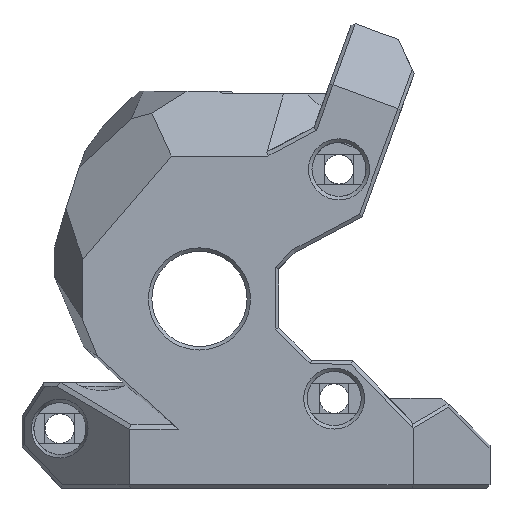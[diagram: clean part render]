
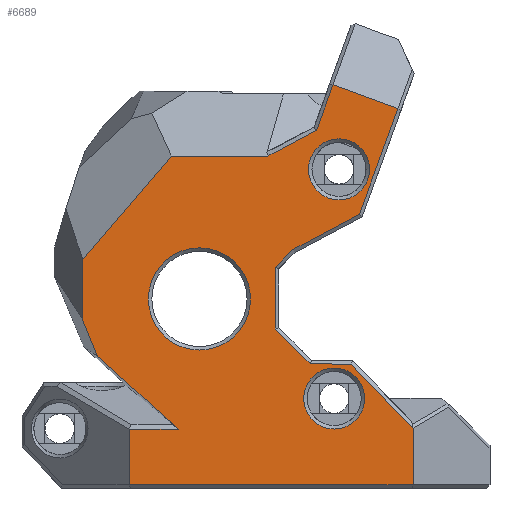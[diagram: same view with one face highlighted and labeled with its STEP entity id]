
A CAD part, front view. The second image highlights one B-rep face of the part: STEP entity #6689.
In plain terms, the highlighted planar face has unit normal (0, -1, 0).
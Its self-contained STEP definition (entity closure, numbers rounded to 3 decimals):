
#108=FACE_BOUND('',#1338,.T.);
#109=FACE_BOUND('',#1339,.T.);
#110=FACE_BOUND('',#1340,.T.);
#376=PLANE('',#7245);
#433=CIRCLE('',#6874,3.525);
#435=CIRCLE('',#6877,5.9);
#437=CIRCLE('',#6880,3.525);
#955=FACE_OUTER_BOUND('',#1337,.T.);
#1337=EDGE_LOOP('',(#6259,#6260,#6261,#6262,#6263,#6264,#6265,#6266,#6267,
#6268,#6269,#6270,#6271,#6272,#6273,#6274,#6275,#6276,#6277,#6278));
#1338=EDGE_LOOP('',(#6279));
#1339=EDGE_LOOP('',(#6280));
#1340=EDGE_LOOP('',(#6281));
#1437=LINE('',#9894,#2124);
#1531=LINE('',#10272,#2218);
#1581=LINE('',#10568,#2268);
#1584=LINE('',#10574,#2271);
#1593=LINE('',#10607,#2280);
#1596=LINE('',#10614,#2283);
#1598=LINE('',#10618,#2285);
#1601=LINE('',#10623,#2288);
#1603=LINE('',#10627,#2290);
#1606=LINE('',#10632,#2293);
#1610=LINE('',#10639,#2297);
#1612=LINE('',#10644,#2299);
#1616=LINE('',#10651,#2303);
#2030=LINE('',#12362,#2717);
#2032=LINE('',#12365,#2719);
#2033=LINE('',#12368,#2720);
#2035=LINE('',#12371,#2722);
#2036=LINE('',#12374,#2723);
#2040=LINE('',#12381,#2727);
#2046=LINE('',#12392,#2733);
#2124=VECTOR('',#7438,10.);
#2218=VECTOR('',#7678,10.);
#2268=VECTOR('',#7794,10.);
#2271=VECTOR('',#7799,10.);
#2280=VECTOR('',#7810,10.);
#2283=VECTOR('',#7815,10.);
#2285=VECTOR('',#7819,10.);
#2288=VECTOR('',#7824,10.);
#2290=VECTOR('',#7828,10.);
#2293=VECTOR('',#7833,10.);
#2297=VECTOR('',#7839,10.);
#2299=VECTOR('',#7843,10.);
#2303=VECTOR('',#7849,10.);
#2717=VECTOR('',#8965,10.);
#2719=VECTOR('',#8969,10.);
#2720=VECTOR('',#8972,10.);
#2722=VECTOR('',#8976,10.);
#2723=VECTOR('',#8979,10.);
#2727=VECTOR('',#8987,10.);
#2733=VECTOR('',#8999,10.);
#2904=VERTEX_POINT('',#9891);
#2905=VERTEX_POINT('',#9893);
#2991=VERTEX_POINT('',#10269);
#2993=VERTEX_POINT('',#10275);
#3029=VERTEX_POINT('',#10565);
#3030=VERTEX_POINT('',#10567);
#3031=VERTEX_POINT('',#10571);
#3038=VERTEX_POINT('',#10599);
#3041=VERTEX_POINT('',#10605);
#3044=VERTEX_POINT('',#10612);
#3045=VERTEX_POINT('',#10617);
#3046=VERTEX_POINT('',#10622);
#3047=VERTEX_POINT('',#10626);
#3048=VERTEX_POINT('',#10631);
#3050=VERTEX_POINT('',#10637);
#3051=VERTEX_POINT('',#10641);
#3056=VERTEX_POINT('',#10656);
#3058=VERTEX_POINT('',#10662);
#3060=VERTEX_POINT('',#10668);
#3401=VERTEX_POINT('',#12359);
#3402=VERTEX_POINT('',#12361);
#3403=VERTEX_POINT('',#12367);
#3404=VERTEX_POINT('',#12373);
#3538=EDGE_CURVE('',#2904,#2905,#1437,.T.);
#3670=EDGE_CURVE('',#2904,#2991,#1531,.F.);
#3736=EDGE_CURVE('',#3029,#3030,#1581,.T.);
#3739=EDGE_CURVE('',#3029,#3031,#1584,.F.);
#3749=EDGE_CURVE('',#3038,#3041,#1593,.F.);
#3752=EDGE_CURVE('',#3044,#3041,#1596,.T.);
#3754=EDGE_CURVE('',#3045,#3044,#1598,.T.);
#3757=EDGE_CURVE('',#3046,#3045,#1601,.T.);
#3759=EDGE_CURVE('',#3047,#3046,#1603,.T.);
#3762=EDGE_CURVE('',#3048,#3047,#1606,.T.);
#3766=EDGE_CURVE('',#3050,#3048,#1610,.T.);
#3768=EDGE_CURVE('',#3051,#3050,#1612,.T.);
#3772=EDGE_CURVE('',#2993,#3051,#1616,.T.);
#3776=EDGE_CURVE('',#3056,#3056,#433,.T.);
#3779=EDGE_CURVE('',#3058,#3058,#435,.T.);
#3782=EDGE_CURVE('',#3060,#3060,#437,.T.);
#4349=EDGE_CURVE('',#3402,#3401,#2030,.T.);
#4351=EDGE_CURVE('',#2991,#3402,#2032,.T.);
#4352=EDGE_CURVE('',#3401,#3403,#2033,.T.);
#4354=EDGE_CURVE('',#3030,#3403,#2035,.T.);
#4355=EDGE_CURVE('',#3404,#2993,#2036,.T.);
#4359=EDGE_CURVE('',#2905,#3404,#2040,.F.);
#4365=EDGE_CURVE('',#3038,#3031,#2046,.T.);
#6259=ORIENTED_EDGE('',*,*,#4365,.F.);
#6260=ORIENTED_EDGE('',*,*,#3749,.T.);
#6261=ORIENTED_EDGE('',*,*,#3752,.F.);
#6262=ORIENTED_EDGE('',*,*,#3754,.F.);
#6263=ORIENTED_EDGE('',*,*,#3757,.F.);
#6264=ORIENTED_EDGE('',*,*,#3759,.F.);
#6265=ORIENTED_EDGE('',*,*,#3762,.F.);
#6266=ORIENTED_EDGE('',*,*,#3766,.F.);
#6267=ORIENTED_EDGE('',*,*,#3768,.F.);
#6268=ORIENTED_EDGE('',*,*,#3772,.F.);
#6269=ORIENTED_EDGE('',*,*,#4355,.F.);
#6270=ORIENTED_EDGE('',*,*,#4359,.F.);
#6271=ORIENTED_EDGE('',*,*,#3538,.F.);
#6272=ORIENTED_EDGE('',*,*,#3670,.T.);
#6273=ORIENTED_EDGE('',*,*,#4351,.T.);
#6274=ORIENTED_EDGE('',*,*,#4349,.T.);
#6275=ORIENTED_EDGE('',*,*,#4352,.T.);
#6276=ORIENTED_EDGE('',*,*,#4354,.F.);
#6277=ORIENTED_EDGE('',*,*,#3736,.F.);
#6278=ORIENTED_EDGE('',*,*,#3739,.T.);
#6279=ORIENTED_EDGE('',*,*,#3776,.F.);
#6280=ORIENTED_EDGE('',*,*,#3779,.F.);
#6281=ORIENTED_EDGE('',*,*,#3782,.F.);
#6689=ADVANCED_FACE('',(#955,#108,#109,#110),#376,.F.);
#6874=AXIS2_PLACEMENT_3D('',#10658,#7856,#7857);
#6877=AXIS2_PLACEMENT_3D('',#10664,#7863,#7864);
#6880=AXIS2_PLACEMENT_3D('',#10670,#7870,#7871);
#7245=AXIS2_PLACEMENT_3D('',#12912,#9040,#9041);
#7438=DIRECTION('',(1.,0.,0.));
#7678=DIRECTION('',(0.651,0.,0.759));
#7794=DIRECTION('',(0.76,0.,0.65));
#7799=DIRECTION('',(0.,0.,1.));
#7810=DIRECTION('',(0.,0.,-1.));
#7815=DIRECTION('',(0.695,0.,-0.719));
#7819=DIRECTION('',(1.,0.,-0.004));
#7824=DIRECTION('',(0.707,0.,-0.707));
#7828=DIRECTION('',(0.,0.,-1.));
#7833=DIRECTION('',(-0.707,0.,-0.707));
#7839=DIRECTION('',(-0.883,0.,-0.469));
#7843=DIRECTION('',(-0.342,0.,-0.94));
#7849=DIRECTION('',(0.94,0.,-0.342));
#7856=DIRECTION('center_axis',(0.,-1.,0.));
#7857=DIRECTION('ref_axis',(1.,0.,0.));
#7863=DIRECTION('center_axis',(0.,-1.,0.));
#7864=DIRECTION('ref_axis',(-1.,0.,0.));
#7870=DIRECTION('center_axis',(0.,-1.,0.));
#7871=DIRECTION('ref_axis',(1.,0.,0.));
#8965=DIRECTION('',(0.383,0.,-0.924));
#8969=DIRECTION('',(0.,0.,-1.));
#8972=DIRECTION('',(0.741,0.,-0.671));
#8976=DIRECTION('',(1.,0.,0.));
#8979=DIRECTION('',(0.342,0.,0.94));
#8987=DIRECTION('',(-0.883,0.,-0.469));
#8999=DIRECTION('',(-1.,0.,0.));
#9040=DIRECTION('center_axis',(0.,1.,0.));
#9041=DIRECTION('ref_axis',(0.,0.,1.));
#9891=CARTESIAN_POINT('',(-48.833,-19.84,17.993));
#9893=CARTESIAN_POINT('',(-37.674,-19.84,17.993));
#9894=CARTESIAN_POINT('',(-39.431,-19.84,17.993));
#10269=CARTESIAN_POINT('',(-59.073,-19.84,6.065));
#10272=CARTESIAN_POINT('',(-51.21,-19.84,15.224));
#10275=CARTESIAN_POINT('',(-30.152,-19.84,26.215));
#10565=CARTESIAN_POINT('',(-53.706,-19.84,-13.59));
#10567=CARTESIAN_POINT('',(-53.674,-19.84,-13.562));
#10568=CARTESIAN_POINT('',(-44.002,-19.84,-5.295));
#10571=CARTESIAN_POINT('',(-53.706,-19.84,-20.004));
#10574=CARTESIAN_POINT('',(-53.706,-19.84,-2.868));
#10599=CARTESIAN_POINT('',(-20.91,-19.84,-20.004));
#10605=CARTESIAN_POINT('',(-20.91,-19.84,-13.446));
#10607=CARTESIAN_POINT('',(-20.91,-19.84,-2.868));
#10612=CARTESIAN_POINT('',(-28.064,-19.84,-6.04));
#10614=CARTESIAN_POINT('',(-33.411,-19.84,-0.505));
#10617=CARTESIAN_POINT('',(-32.809,-19.84,-6.023));
#10618=CARTESIAN_POINT('',(-36.253,-19.84,-6.01));
#10622=CARTESIAN_POINT('',(-36.842,-19.84,-1.989));
#10623=CARTESIAN_POINT('',(-40.29,-19.84,1.458));
#10626=CARTESIAN_POINT('',(-36.842,-19.84,5.13));
#10627=CARTESIAN_POINT('',(-36.842,-19.84,7.018));
#10631=CARTESIAN_POINT('',(-34.786,-19.84,7.186));
#10632=CARTESIAN_POINT('',(-36.54,-19.84,5.433));
#10637=CARTESIAN_POINT('',(-27.109,-19.84,11.266));
#10639=CARTESIAN_POINT('',(-32.868,-19.84,8.206));
#10641=CARTESIAN_POINT('',(-22.661,-19.84,23.488));
#10644=CARTESIAN_POINT('',(-27.464,-19.84,10.29));
#10651=CARTESIAN_POINT('',(-31.946,-19.84,26.867));
#10656=CARTESIAN_POINT('',(-33.546,-19.84,-10.021));
#10658=CARTESIAN_POINT('Origin',(-30.021,-19.84,-10.021));
#10662=CARTESIAN_POINT('',(-39.687,-19.84,1.479));
#10664=CARTESIAN_POINT('Origin',(-45.587,-19.84,1.479));
#10668=CARTESIAN_POINT('',(-32.988,-19.84,16.453));
#10670=CARTESIAN_POINT('Origin',(-29.463,-19.84,16.453));
#12359=CARTESIAN_POINT('',(-57.346,-19.84,-5.12));
#12361=CARTESIAN_POINT('',(-59.073,-19.84,-0.952));
#12362=CARTESIAN_POINT('',(-58.845,-19.84,-1.503));
#12365=CARTESIAN_POINT('',(-59.073,-19.84,4.717));
#12367=CARTESIAN_POINT('',(-48.025,-19.84,-13.562));
#12368=CARTESIAN_POINT('',(-54.795,-19.84,-7.43));
#12371=CARTESIAN_POINT('',(-51.058,-19.84,-13.562));
#12373=CARTESIAN_POINT('',(-32.059,-19.84,20.977));
#12374=CARTESIAN_POINT('',(-34.931,-19.84,13.086));
#12381=CARTESIAN_POINT('',(-41.438,-19.84,15.993));
#12392=CARTESIAN_POINT('',(-39.526,-19.84,-20.004));
#12912=CARTESIAN_POINT('Origin',(-39.807,-19.84,9.071));
